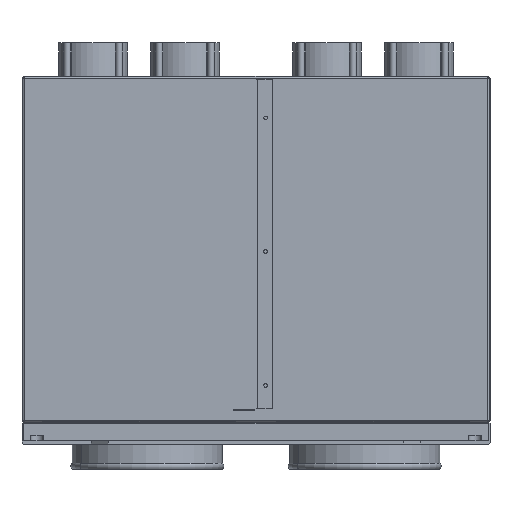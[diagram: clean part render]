
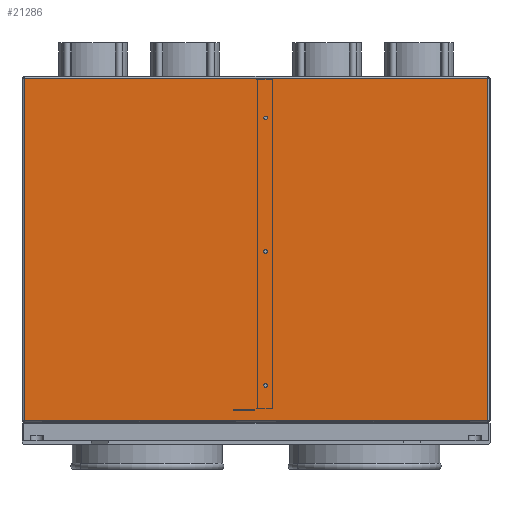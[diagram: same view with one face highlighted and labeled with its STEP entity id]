
A CAD part, front view. The second image highlights one B-rep face of the part: STEP entity #21286.
In plain terms, the highlighted planar face has unit normal (0, -1, 0).
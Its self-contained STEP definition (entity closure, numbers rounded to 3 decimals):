
#20117=CARTESIAN_POINT('Vertex',(277.,-187.,437.75)) ;
#20577=CARTESIAN_POINT('Vertex',(-277.,-187.,437.75)) ;
#20697=CARTESIAN_POINT('Line Origine',(0.,-187.,437.75)) ;
#20738=CARTESIAN_POINT('Line Origine',(277.,-187.,233.125)) ;
#20742=CARTESIAN_POINT('Vertex',(277.,-187.,28.5)) ;
#20791=CARTESIAN_POINT('Axis2P3D Location',(11.5,-187.,390.25)) ;
#20795=CARTESIAN_POINT('Vertex',(11.5,-187.,388.1)) ;
#20797=CARTESIAN_POINT('Vertex',(13.65,-187.,390.25)) ;
#20842=CARTESIAN_POINT('Vertex',(9.35,-187.,390.25)) ;
#20845=CARTESIAN_POINT('Axis2P3D Location',(11.5,-187.,390.25)) ;
#20873=CARTESIAN_POINT('Vertex',(11.5,-187.,392.4)) ;
#20876=CARTESIAN_POINT('Axis2P3D Location',(11.5,-187.,390.25)) ;
#20893=CARTESIAN_POINT('Axis2P3D Location',(11.5,-187.,390.25)) ;
#20915=CARTESIAN_POINT('Axis2P3D Location',(11.5,-187.,230.25)) ;
#20919=CARTESIAN_POINT('Vertex',(11.5,-187.,228.1)) ;
#20921=CARTESIAN_POINT('Vertex',(13.65,-187.,230.25)) ;
#20966=CARTESIAN_POINT('Vertex',(9.35,-187.,230.25)) ;
#20969=CARTESIAN_POINT('Axis2P3D Location',(11.5,-187.,230.25)) ;
#20997=CARTESIAN_POINT('Vertex',(11.5,-187.,232.4)) ;
#21000=CARTESIAN_POINT('Axis2P3D Location',(11.5,-187.,230.25)) ;
#21017=CARTESIAN_POINT('Axis2P3D Location',(11.5,-187.,230.25)) ;
#21039=CARTESIAN_POINT('Axis2P3D Location',(11.5,-187.,70.25)) ;
#21043=CARTESIAN_POINT('Vertex',(11.5,-187.,68.1)) ;
#21045=CARTESIAN_POINT('Vertex',(13.65,-187.,70.25)) ;
#21090=CARTESIAN_POINT('Vertex',(9.35,-187.,70.25)) ;
#21093=CARTESIAN_POINT('Axis2P3D Location',(11.5,-187.,70.25)) ;
#21121=CARTESIAN_POINT('Vertex',(11.5,-187.,72.4)) ;
#21124=CARTESIAN_POINT('Axis2P3D Location',(11.5,-187.,70.25)) ;
#21141=CARTESIAN_POINT('Axis2P3D Location',(11.5,-187.,70.25)) ;
#21228=CARTESIAN_POINT('Line Origine',(-277.,-187.,233.125)) ;
#21232=CARTESIAN_POINT('Vertex',(-277.,-187.,28.5)) ;
#21252=CARTESIAN_POINT('Axis2P3D Location',(0.,-187.,437.75)) ;
#21257=CARTESIAN_POINT('Line Origine',(0.,-187.,28.5)) ;
#20698=DIRECTION('Vector Direction',(1.,0.,0.)) ;
#20739=DIRECTION('Vector Direction',(0.,0.,1.)) ;
#20792=DIRECTION('Axis2P3D Direction',(0.,-1.,0.)) ;
#20846=DIRECTION('Axis2P3D Direction',(0.,-1.,0.)) ;
#20877=DIRECTION('Axis2P3D Direction',(0.,-1.,0.)) ;
#20894=DIRECTION('Axis2P3D Direction',(0.,-1.,0.)) ;
#20916=DIRECTION('Axis2P3D Direction',(0.,-1.,0.)) ;
#20970=DIRECTION('Axis2P3D Direction',(0.,-1.,0.)) ;
#21001=DIRECTION('Axis2P3D Direction',(0.,-1.,0.)) ;
#21018=DIRECTION('Axis2P3D Direction',(0.,-1.,0.)) ;
#21040=DIRECTION('Axis2P3D Direction',(0.,-1.,0.)) ;
#21094=DIRECTION('Axis2P3D Direction',(0.,-1.,0.)) ;
#21125=DIRECTION('Axis2P3D Direction',(0.,-1.,0.)) ;
#21142=DIRECTION('Axis2P3D Direction',(0.,-1.,0.)) ;
#21229=DIRECTION('Vector Direction',(0.,0.,-1.)) ;
#21253=DIRECTION('Axis2P3D Direction',(0.,-1.,0.)) ;
#21254=DIRECTION('Axis2P3D XDirection',(-1.,0.,0.)) ;
#21258=DIRECTION('Vector Direction',(-1.,0.,0.)) ;
#20793=AXIS2_PLACEMENT_3D('Circle Axis2P3D',#20791,#20792,$) ;
#20847=AXIS2_PLACEMENT_3D('Circle Axis2P3D',#20845,#20846,$) ;
#20878=AXIS2_PLACEMENT_3D('Circle Axis2P3D',#20876,#20877,$) ;
#20895=AXIS2_PLACEMENT_3D('Circle Axis2P3D',#20893,#20894,$) ;
#20917=AXIS2_PLACEMENT_3D('Circle Axis2P3D',#20915,#20916,$) ;
#20971=AXIS2_PLACEMENT_3D('Circle Axis2P3D',#20969,#20970,$) ;
#21002=AXIS2_PLACEMENT_3D('Circle Axis2P3D',#21000,#21001,$) ;
#21019=AXIS2_PLACEMENT_3D('Circle Axis2P3D',#21017,#21018,$) ;
#21041=AXIS2_PLACEMENT_3D('Circle Axis2P3D',#21039,#21040,$) ;
#21095=AXIS2_PLACEMENT_3D('Circle Axis2P3D',#21093,#21094,$) ;
#21126=AXIS2_PLACEMENT_3D('Circle Axis2P3D',#21124,#21125,$) ;
#21143=AXIS2_PLACEMENT_3D('Circle Axis2P3D',#21141,#21142,$) ;
#21255=AXIS2_PLACEMENT_3D('Plane Axis2P3D',#21252,#21253,#21254) ;
#21263=ORIENTED_EDGE('',*,*,#20701,.F.) ;
#21264=ORIENTED_EDGE('',*,*,#21234,.T.) ;
#21265=ORIENTED_EDGE('',*,*,#21261,.T.) ;
#21266=ORIENTED_EDGE('',*,*,#20744,.T.) ;
#21269=ORIENTED_EDGE('',*,*,#20799,.F.) ;
#21270=ORIENTED_EDGE('',*,*,#20849,.F.) ;
#21271=ORIENTED_EDGE('',*,*,#20880,.F.) ;
#21272=ORIENTED_EDGE('',*,*,#20897,.F.) ;
#21275=ORIENTED_EDGE('',*,*,#20923,.F.) ;
#21276=ORIENTED_EDGE('',*,*,#20973,.F.) ;
#21277=ORIENTED_EDGE('',*,*,#21004,.F.) ;
#21278=ORIENTED_EDGE('',*,*,#21021,.F.) ;
#21281=ORIENTED_EDGE('',*,*,#21047,.F.) ;
#21282=ORIENTED_EDGE('',*,*,#21097,.F.) ;
#21283=ORIENTED_EDGE('',*,*,#21128,.F.) ;
#21284=ORIENTED_EDGE('',*,*,#21145,.F.) ;
#21273=FACE_BOUND('',#21268,.T.) ;
#21279=FACE_BOUND('',#21274,.T.) ;
#21285=FACE_BOUND('',#21280,.T.) ;
#20699=VECTOR('Line Direction',#20698,1.) ;
#20740=VECTOR('Line Direction',#20739,1.) ;
#21230=VECTOR('Line Direction',#21229,1.) ;
#21259=VECTOR('Line Direction',#21258,1.) ;
#21286=ADVANCED_FACE('Hauptk\X2\00F6\X0\rper',(#21267,#21273,#21279,#21285),#21256,.T.) ;
#20794=CIRCLE('generated circle',#20793,2.15) ;
#20848=CIRCLE('generated circle',#20847,2.15) ;
#20879=CIRCLE('generated circle',#20878,2.15) ;
#20896=CIRCLE('generated circle',#20895,2.15) ;
#20918=CIRCLE('generated circle',#20917,2.15) ;
#20972=CIRCLE('generated circle',#20971,2.15) ;
#21003=CIRCLE('generated circle',#21002,2.15) ;
#21020=CIRCLE('generated circle',#21019,2.15) ;
#21042=CIRCLE('generated circle',#21041,2.15) ;
#21096=CIRCLE('generated circle',#21095,2.15) ;
#21127=CIRCLE('generated circle',#21126,2.15) ;
#21144=CIRCLE('generated circle',#21143,2.15) ;
#20701=EDGE_CURVE('',#20578,#20118,#20700,.T.) ;
#20744=EDGE_CURVE('',#20743,#20118,#20741,.T.) ;
#20799=EDGE_CURVE('',#20796,#20798,#20794,.T.) ;
#20849=EDGE_CURVE('',#20843,#20796,#20848,.T.) ;
#20880=EDGE_CURVE('',#20874,#20843,#20879,.T.) ;
#20897=EDGE_CURVE('',#20798,#20874,#20896,.T.) ;
#20923=EDGE_CURVE('',#20920,#20922,#20918,.T.) ;
#20973=EDGE_CURVE('',#20967,#20920,#20972,.T.) ;
#21004=EDGE_CURVE('',#20998,#20967,#21003,.T.) ;
#21021=EDGE_CURVE('',#20922,#20998,#21020,.T.) ;
#21047=EDGE_CURVE('',#21044,#21046,#21042,.T.) ;
#21097=EDGE_CURVE('',#21091,#21044,#21096,.T.) ;
#21128=EDGE_CURVE('',#21122,#21091,#21127,.T.) ;
#21145=EDGE_CURVE('',#21046,#21122,#21144,.T.) ;
#21234=EDGE_CURVE('',#20578,#21233,#21231,.T.) ;
#21261=EDGE_CURVE('',#21233,#20743,#21260,.F.) ;
#21262=EDGE_LOOP('',(#21263,#21264,#21265,#21266)) ;
#21268=EDGE_LOOP('',(#21269,#21270,#21271,#21272)) ;
#21274=EDGE_LOOP('',(#21275,#21276,#21277,#21278)) ;
#21280=EDGE_LOOP('',(#21281,#21282,#21283,#21284)) ;
#21267=FACE_OUTER_BOUND('',#21262,.T.) ;
#20700=LINE('Line',#20697,#20699) ;
#20741=LINE('Line',#20738,#20740) ;
#21231=LINE('Line',#21228,#21230) ;
#21260=LINE('Line',#21257,#21259) ;
#21256=PLANE('',#21255) ;
#20118=VERTEX_POINT('',#20117) ;
#20578=VERTEX_POINT('',#20577) ;
#20743=VERTEX_POINT('',#20742) ;
#20796=VERTEX_POINT('',#20795) ;
#20798=VERTEX_POINT('',#20797) ;
#20843=VERTEX_POINT('',#20842) ;
#20874=VERTEX_POINT('',#20873) ;
#20920=VERTEX_POINT('',#20919) ;
#20922=VERTEX_POINT('',#20921) ;
#20967=VERTEX_POINT('',#20966) ;
#20998=VERTEX_POINT('',#20997) ;
#21044=VERTEX_POINT('',#21043) ;
#21046=VERTEX_POINT('',#21045) ;
#21091=VERTEX_POINT('',#21090) ;
#21122=VERTEX_POINT('',#21121) ;
#21233=VERTEX_POINT('',#21232) ;
